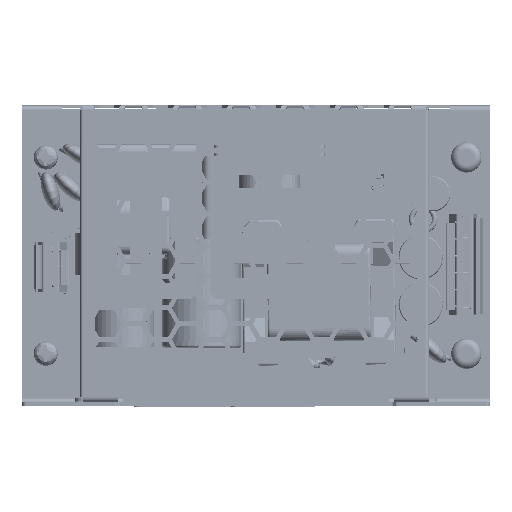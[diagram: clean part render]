
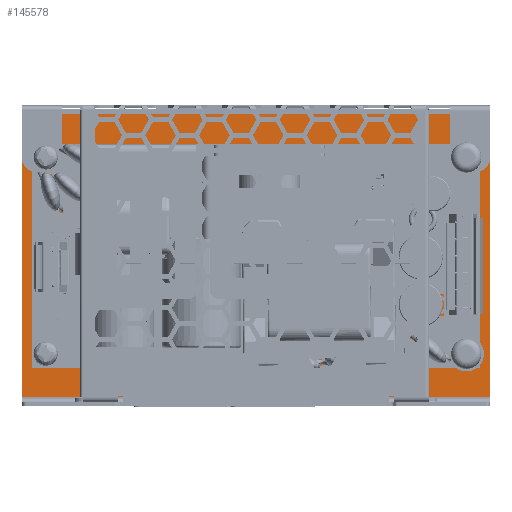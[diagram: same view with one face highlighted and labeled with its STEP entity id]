
A CAD part, top view. The second image highlights one B-rep face of the part: STEP entity #145578.
In plain terms, the highlighted face is planar.
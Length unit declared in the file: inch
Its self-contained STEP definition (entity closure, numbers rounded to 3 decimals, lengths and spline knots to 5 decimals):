
#145311=DIRECTION('',(-1.,0.,0.));
#145312=VECTOR('',#145311,2.51969);
#145313=CARTESIAN_POINT('',(1.25984,0.01,2.08661));
#145314=LINE('',#145313,#145312);
#145315=DIRECTION('',(0.,0.,-1.));
#145316=VECTOR('',#145315,4.17323);
#145317=CARTESIAN_POINT('',(-1.25984,0.01,2.08661));
#145318=LINE('',#145317,#145316);
#145319=DIRECTION('',(1.,0.,0.));
#145320=VECTOR('',#145319,2.51969);
#145321=CARTESIAN_POINT('',(-1.25984,0.01,-2.08661));
#145322=LINE('',#145321,#145320);
#145323=DIRECTION('',(0.,0.,1.));
#145324=VECTOR('',#145323,4.17323);
#145325=CARTESIAN_POINT('',(1.25984,0.01,-2.08661));
#145326=LINE('',#145325,#145324);
#145327=CARTESIAN_POINT('',(0.875,0.01,1.875));
#145328=DIRECTION('',(0.,-1.,0.));
#145329=DIRECTION('',(1.,0.,0.));
#145330=AXIS2_PLACEMENT_3D('',#145327,#145328,#145329);
#145332=CARTESIAN_POINT('',(0.875,0.01,1.875));
#145333=DIRECTION('',(0.,-1.,0.));
#145334=DIRECTION('',(-1.,0.,0.));
#145335=AXIS2_PLACEMENT_3D('',#145332,#145333,#145334);
#145337=CARTESIAN_POINT('',(-0.875,0.01,1.875));
#145338=DIRECTION('',(0.,-1.,0.));
#145339=DIRECTION('',(1.,0.,0.));
#145340=AXIS2_PLACEMENT_3D('',#145337,#145338,#145339);
#145342=CARTESIAN_POINT('',(-0.875,0.01,1.875));
#145343=DIRECTION('',(0.,-1.,0.));
#145344=DIRECTION('',(-1.,0.,0.));
#145345=AXIS2_PLACEMENT_3D('',#145342,#145343,#145344);
#145347=CARTESIAN_POINT('',(-0.875,0.01,-1.875));
#145348=DIRECTION('',(0.,-1.,0.));
#145349=DIRECTION('',(1.,0.,0.));
#145350=AXIS2_PLACEMENT_3D('',#145347,#145348,#145349);
#145352=CARTESIAN_POINT('',(-0.875,0.01,-1.875));
#145353=DIRECTION('',(0.,-1.,0.));
#145354=DIRECTION('',(-1.,0.,0.));
#145355=AXIS2_PLACEMENT_3D('',#145352,#145353,#145354);
#145357=CARTESIAN_POINT('',(0.875,0.01,-1.875));
#145358=DIRECTION('',(0.,-1.,0.));
#145359=DIRECTION('',(1.,0.,0.));
#145360=AXIS2_PLACEMENT_3D('',#145357,#145358,#145359);
#145362=CARTESIAN_POINT('',(0.875,0.01,-1.875));
#145363=DIRECTION('',(0.,-1.,0.));
#145364=DIRECTION('',(-1.,0.,0.));
#145365=AXIS2_PLACEMENT_3D('',#145362,#145363,#145364);
#145407=CARTESIAN_POINT('',(1.25984,0.01,2.08661));
#145408=CARTESIAN_POINT('',(-1.25984,0.01,2.08661));
#145409=VERTEX_POINT('',#145407);
#145410=VERTEX_POINT('',#145408);
#145411=CARTESIAN_POINT('',(-1.25984,0.01,-2.08661));
#145412=VERTEX_POINT('',#145411);
#145413=CARTESIAN_POINT('',(1.25984,0.01,-2.08661));
#145414=VERTEX_POINT('',#145413);
#145419=CARTESIAN_POINT('',(0.99311,0.01,1.875));
#145420=CARTESIAN_POINT('',(0.75689,0.01,1.875));
#145421=VERTEX_POINT('',#145419);
#145422=VERTEX_POINT('',#145420);
#145427=CARTESIAN_POINT('',(-0.75689,0.01,1.875));
#145428=CARTESIAN_POINT('',(-0.99311,0.01,1.875));
#145429=VERTEX_POINT('',#145427);
#145430=VERTEX_POINT('',#145428);
#145439=CARTESIAN_POINT('',(-0.75689,0.01,-1.875));
#145440=CARTESIAN_POINT('',(-0.99311,0.01,-1.875));
#145441=VERTEX_POINT('',#145439);
#145442=VERTEX_POINT('',#145440);
#145443=CARTESIAN_POINT('',(0.99311,0.01,-1.875));
#145444=CARTESIAN_POINT('',(0.75689,0.01,-1.875));
#145445=VERTEX_POINT('',#145443);
#145446=VERTEX_POINT('',#145444);
#145543=CARTESIAN_POINT('',(0.,0.01,0.));
#145544=DIRECTION('',(0.,-1.,0.));
#145545=DIRECTION('',(-1.,0.,0.));
#145546=AXIS2_PLACEMENT_3D('',#145543,#145544,#145545);
#145547=PLANE('',#145546);
#145548=ORIENTED_EDGE('',*,*,#145495,.T.);
#145549=ORIENTED_EDGE('',*,*,#145510,.T.);
#145550=ORIENTED_EDGE('',*,*,#145524,.T.);
#145551=ORIENTED_EDGE('',*,*,#145537,.T.);
#145552=EDGE_LOOP('',(#145548,#145549,#145550,#145551));
#145553=FACE_OUTER_BOUND('',#145552,.F.);
#145555=ORIENTED_EDGE('',*,*,#145554,.F.);
#145557=ORIENTED_EDGE('',*,*,#145556,.F.);
#145558=EDGE_LOOP('',(#145555,#145557));
#145559=FACE_BOUND('',#145558,.F.);
#145561=ORIENTED_EDGE('',*,*,#145560,.F.);
#145563=ORIENTED_EDGE('',*,*,#145562,.F.);
#145564=EDGE_LOOP('',(#145561,#145563));
#145565=FACE_BOUND('',#145564,.F.);
#145567=ORIENTED_EDGE('',*,*,#145566,.F.);
#145569=ORIENTED_EDGE('',*,*,#145568,.F.);
#145570=EDGE_LOOP('',(#145567,#145569));
#145571=FACE_BOUND('',#145570,.F.);
#145573=ORIENTED_EDGE('',*,*,#145572,.F.);
#145575=ORIENTED_EDGE('',*,*,#145574,.F.);
#145576=EDGE_LOOP('',(#145573,#145575));
#145577=FACE_BOUND('',#145576,.F.);
#145578=ADVANCED_FACE('',(#145553,#145559,#145565,#145571,#145577),#145547,.F.);
#145331=CIRCLE('',#145330,0.11811);
#145336=CIRCLE('',#145335,0.11811);
#145341=CIRCLE('',#145340,0.11811);
#145346=CIRCLE('',#145345,0.11811);
#145351=CIRCLE('',#145350,0.11811);
#145356=CIRCLE('',#145355,0.11811);
#145361=CIRCLE('',#145360,0.11811);
#145366=CIRCLE('',#145365,0.11811);
#145495=EDGE_CURVE('',#145409,#145410,#145314,.T.);
#145510=EDGE_CURVE('',#145410,#145412,#145318,.T.);
#145524=EDGE_CURVE('',#145412,#145414,#145322,.T.);
#145537=EDGE_CURVE('',#145414,#145409,#145326,.T.);
#145554=EDGE_CURVE('',#145421,#145422,#145331,.T.);
#145556=EDGE_CURVE('',#145422,#145421,#145336,.T.);
#145560=EDGE_CURVE('',#145429,#145430,#145341,.T.);
#145562=EDGE_CURVE('',#145430,#145429,#145346,.T.);
#145566=EDGE_CURVE('',#145441,#145442,#145351,.T.);
#145568=EDGE_CURVE('',#145442,#145441,#145356,.T.);
#145572=EDGE_CURVE('',#145445,#145446,#145361,.T.);
#145574=EDGE_CURVE('',#145446,#145445,#145366,.T.);
